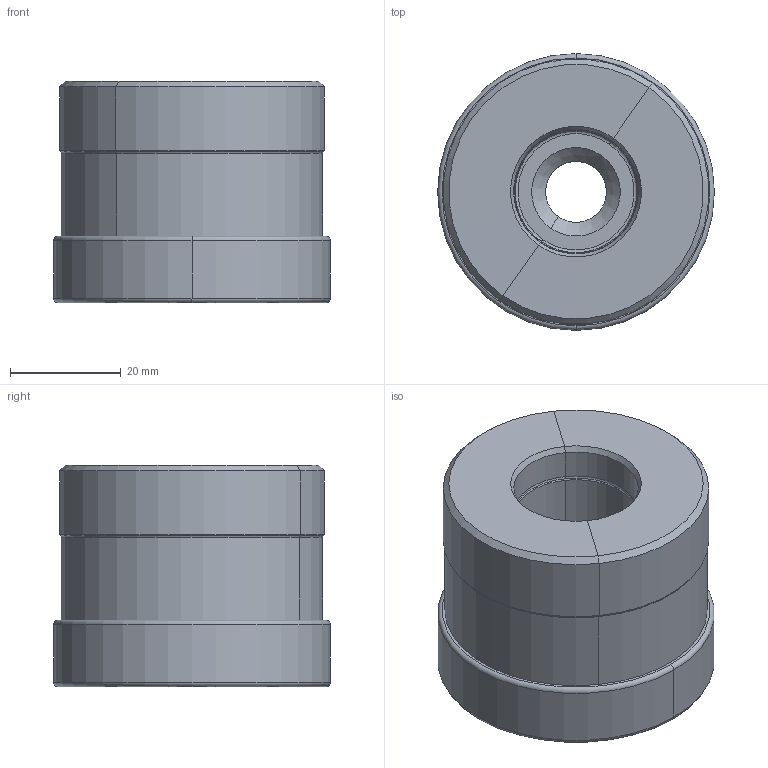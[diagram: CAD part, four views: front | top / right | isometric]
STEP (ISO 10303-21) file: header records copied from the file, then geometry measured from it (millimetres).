
FILE_DESCRIPTION((''),'2;1');
FILE_NAME('607269564-000-00-E43','2019-07-19T13:42:06',('korna'),(''),'CREO PARAMETRIC BY PTC INC, 2018300','CREO PARAMETRIC BY PTC INC, 2018300','');
FILE_SCHEMA(('AP242_MANAGED_MODEL_BASED_3D_ENGINEERING_MIM_LF { 1 0 10303 442 1 1 4 }'));
Length unit declared in the file: millimetre
Products named in the file (1): 607269564-000-00-E43
Bounding box: 50 x 50 x 40 mm (x, y, z)
Volume: 60358.6 mm3; surface area: 11998.2 mm2
Topology: 1 solids, 1 shells, 57 faces, 290 edges, 325 vertices
Faces by surface type: cone 18, cylinder 18, torus 16, plane 5
Entity records: 3599 total; most frequent: CARTESIAN_POINT 727, DIRECTION 452, ORIENTED_EDGE 232, PRESENTATION_STYLE_ASSIGNMENT 225, STYLED_ITEM 213, CURVE_STYLE 212, AXIS2_PLACEMENT_3D 165, VECTOR 122
